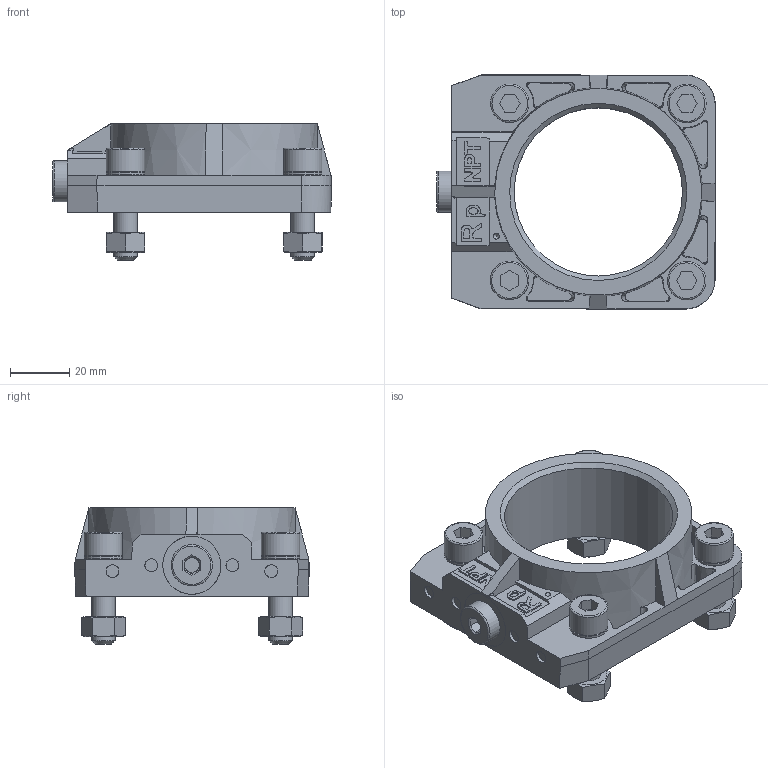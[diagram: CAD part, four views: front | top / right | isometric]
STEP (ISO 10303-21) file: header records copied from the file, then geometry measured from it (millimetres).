
FILE_DESCRIPTION(/* description */ ('Step214-Parts for PM'),/* implementation_level */ '2;1');
FILE_NAME(/* name */ 'AGF10.50.stp',/* time_stamp */ '2016-02-15T14:11:51+01:00',/* author */ ('EMC'),/* organization */ ('Siemens'),/* preprocessor_version */ 'ST-DEVELOPER v15',/* originating_system */ 'SIEMENS PLM Software NX 8.5',/* authorisation */ 'EMC/PM');
FILE_SCHEMA (('AUTOMOTIVE_DESIGN { 1 0 10303 214 3 1 1 1 }'));
Length unit declared in the file: millimetre
Products named in the file (1): Volc120C32B9l1sy
Bounding box: 94.4 x 79.34 x 46.3 mm (x, y, z)
Volume: 91030.4 mm3; surface area: 29726.6 mm2
Topology: 1 solids, 1 shells, 304 faces, 774 edges, 511 vertices
Faces by surface type: plane 166, bspline 67, cone 36, cylinder 30, torus 5
Full cylindrical faces by diameter (mm): 2 x1, 5 x1, 8 x8, 13 x8, 14 x1, 19.704 x1, 57 x1
Entity records: 14015 total; most frequent: CARTESIAN_POINT 5489, ORIENTED_EDGE 1360, DIRECTION 1061, EDGE_CURVE 680, VERTEX_POINT 470, EDGE_LOOP 397, AXIS2_PLACEMENT_3D 397, PRESENTATION_STYLE_ASSIGNMENT 322
